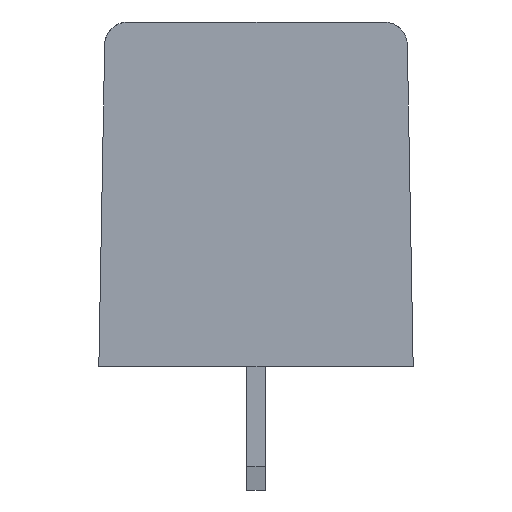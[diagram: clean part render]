
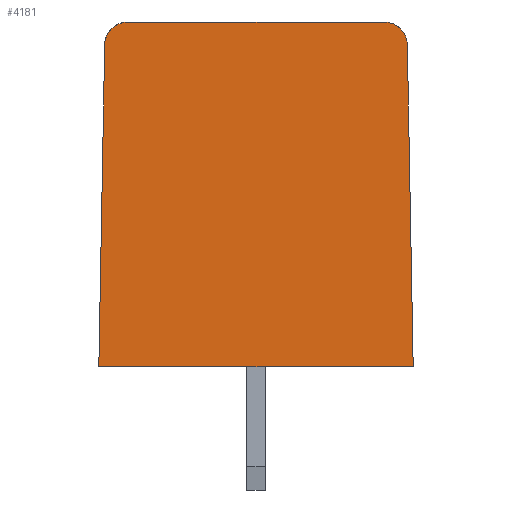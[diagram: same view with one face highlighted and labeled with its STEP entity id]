
A CAD part, left-side view. The second image highlights one B-rep face of the part: STEP entity #4181.
In plain terms, the highlighted planar face has unit normal (-1, 0, 0).
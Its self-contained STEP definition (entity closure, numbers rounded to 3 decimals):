
#4049 = VERTEX_POINT('',#4050);
#4050 = CARTESIAN_POINT('',(-0.375,5.5,14.8));
#4056 = EDGE_CURVE('',#4049,#4057,#4059,.T.);
#4057 = VERTEX_POINT('',#4058);
#4058 = CARTESIAN_POINT('',(-0.375,-5.5,14.8));
#4059 = LINE('',#4060,#4061);
#4060 = CARTESIAN_POINT('',(-0.375,6.75,14.8));
#4061 = VECTOR('',#4062,1.);
#4062 = DIRECTION('',(0.,-1.,0.));
#4096 = VERTEX_POINT('',#4097);
#4097 = CARTESIAN_POINT('',(-0.375,6.5,13.818));
#4103 = EDGE_CURVE('',#4096,#4049,#4104,.T.);
#4104 = CIRCLE('',#4105,1.);
#4105 = AXIS2_PLACEMENT_3D('',#4106,#4107,#4108);
#4106 = CARTESIAN_POINT('',(-0.375,5.5,13.8));
#4107 = DIRECTION('',(1.,0.,0.));
#4108 = DIRECTION('',(0.,1.,0.));
#4162 = EDGE_CURVE('',#4057,#4163,#4165,.T.);
#4163 = VERTEX_POINT('',#4164);
#4164 = CARTESIAN_POINT('',(-0.375,-6.5,13.818));
#4165 = CIRCLE('',#4166,1.);
#4166 = AXIS2_PLACEMENT_3D('',#4167,#4168,#4169);
#4167 = CARTESIAN_POINT('',(-0.375,-5.5,13.8));
#4168 = DIRECTION('',(1.,0.,0.));
#4169 = DIRECTION('',(0.,1.,0.));
#4181 = ADVANCED_FACE('',(#4182),#4209,.T.);
#4182 = FACE_BOUND('',#4183,.T.);
#4183 = EDGE_LOOP('',(#4184,#4192,#4200,#4206,#4207,#4208));
#4184 = ORIENTED_EDGE('',*,*,#4185,.F.);
#4185 = EDGE_CURVE('',#4186,#4096,#4188,.T.);
#4186 = VERTEX_POINT('',#4187);
#4187 = CARTESIAN_POINT('',(-0.375,6.75,0.));
#4188 = LINE('',#4189,#4190);
#4189 = CARTESIAN_POINT('',(-0.375,6.625,6.909));
#4190 = VECTOR('',#4191,1.);
#4191 = DIRECTION('',(0.,-0.018,1.));
#4192 = ORIENTED_EDGE('',*,*,#4193,.T.);
#4193 = EDGE_CURVE('',#4186,#4194,#4196,.T.);
#4194 = VERTEX_POINT('',#4195);
#4195 = CARTESIAN_POINT('',(-0.375,-6.75,0.));
#4196 = LINE('',#4197,#4198);
#4197 = CARTESIAN_POINT('',(-0.375,6.75,0.));
#4198 = VECTOR('',#4199,1.);
#4199 = DIRECTION('',(0.,-1.,0.));
#4200 = ORIENTED_EDGE('',*,*,#4201,.F.);
#4201 = EDGE_CURVE('',#4163,#4194,#4202,.T.);
#4202 = LINE('',#4203,#4204);
#4203 = CARTESIAN_POINT('',(-0.375,-6.748,0.122));
#4204 = VECTOR('',#4205,1.);
#4205 = DIRECTION('',(0.,-0.018,-1.));
#4206 = ORIENTED_EDGE('',*,*,#4162,.F.);
#4207 = ORIENTED_EDGE('',*,*,#4056,.F.);
#4208 = ORIENTED_EDGE('',*,*,#4103,.F.);
#4209 = PLANE('',#4210);
#4210 = AXIS2_PLACEMENT_3D('',#4211,#4212,#4213);
#4211 = CARTESIAN_POINT('',(-0.375,6.75,0.));
#4212 = DIRECTION('',(-1.,0.,0.));
#4213 = DIRECTION('',(0.,0.,1.));
